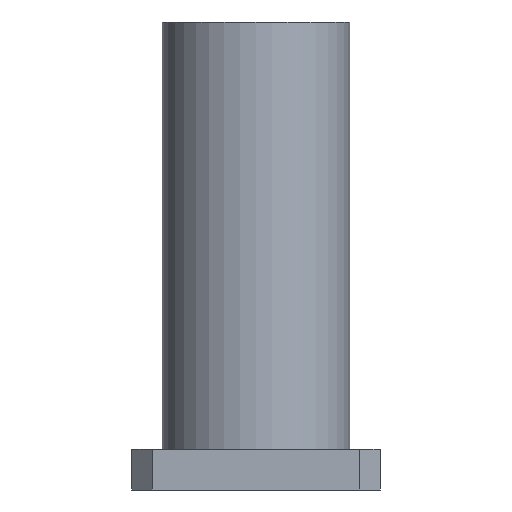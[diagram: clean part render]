
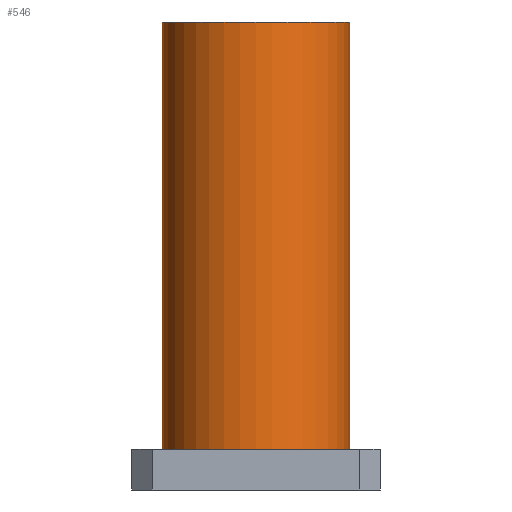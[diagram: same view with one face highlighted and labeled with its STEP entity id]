
A CAD part, front view. The second image highlights one B-rep face of the part: STEP entity #546.
In plain terms, the highlighted cylindrical face has radius 14 mm (diameter 28 mm), a partial arc.
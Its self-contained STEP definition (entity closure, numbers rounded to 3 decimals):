
#33 = EDGE_CURVE ( 'NONE', #458, #1314, #1129, .T. ) ;
#51 = EDGE_CURVE ( 'NONE', #1314, #1094, #202, .T. ) ;
#97 = CARTESIAN_POINT ( 'NONE',  ( 0., 0., 70. ) ) ;
#139 = DIRECTION ( 'NONE',  ( 0., 0., -1. ) ) ;
#151 = CARTESIAN_POINT ( 'NONE',  ( 14., 0., 70. ) ) ;
#168 = ORIENTED_EDGE ( 'NONE', *, *, #51, .T. ) ;
#202 = LINE ( 'NONE', #1134, #1256 ) ;
#216 = FACE_OUTER_BOUND ( 'NONE', #1288, .T. ) ;
#237 = ORIENTED_EDGE ( 'NONE', *, *, #1444, .F. ) ;
#358 = CIRCLE ( 'NONE', #681, 14. ) ;
#403 = AXIS2_PLACEMENT_3D ( 'NONE', #97, #434, #1243 ) ;
#434 = DIRECTION ( 'NONE',  ( 0., 0., -1. ) ) ;
#458 = VERTEX_POINT ( 'NONE', #1455 ) ;
#501 = CARTESIAN_POINT ( 'NONE',  ( 0., 0., 6.1 ) ) ;
#518 = LINE ( 'NONE', #151, #891 ) ;
#546 = ADVANCED_FACE ( 'NONE', ( #216 ), #1379, .T. ) ;
#573 = DIRECTION ( 'NONE',  ( 0., 0., -1. ) ) ;
#580 = DIRECTION ( 'NONE',  ( -1., 0., 0. ) ) ;
#627 = CARTESIAN_POINT ( 'NONE',  ( -14., 0., 6.1 ) ) ;
#640 = DIRECTION ( 'NONE',  ( 0., 0., -1. ) ) ;
#681 = AXIS2_PLACEMENT_3D ( 'NONE', #501, #969, #1421 ) ;
#706 = EDGE_CURVE ( 'NONE', #1320, #1094, #358, .T. ) ;
#764 = ORIENTED_EDGE ( 'NONE', *, *, #706, .F. ) ;
#891 = VECTOR ( 'NONE', #640, 1000. ) ;
#969 = DIRECTION ( 'NONE',  ( 0., 0., -1. ) ) ;
#1068 = ORIENTED_EDGE ( 'NONE', *, *, #33, .T. ) ;
#1094 = VERTEX_POINT ( 'NONE', #627 ) ;
#1129 = CIRCLE ( 'NONE', #403, 14. ) ;
#1134 = CARTESIAN_POINT ( 'NONE',  ( -14., 0., 70. ) ) ;
#1184 = CARTESIAN_POINT ( 'NONE',  ( 0., 0., 70. ) ) ;
#1243 = DIRECTION ( 'NONE',  ( -1., 0., 0. ) ) ;
#1255 = CARTESIAN_POINT ( 'NONE',  ( -14., 0., 70. ) ) ;
#1256 = VECTOR ( 'NONE', #573, 1000. ) ;
#1262 = CARTESIAN_POINT ( 'NONE',  ( 14., 0., 6.1 ) ) ;
#1288 = EDGE_LOOP ( 'NONE', ( #237, #1068, #168, #764 ) ) ;
#1314 = VERTEX_POINT ( 'NONE', #1255 ) ;
#1320 = VERTEX_POINT ( 'NONE', #1262 ) ;
#1377 = AXIS2_PLACEMENT_3D ( 'NONE', #1184, #139, #580 ) ;
#1379 = CYLINDRICAL_SURFACE ( 'NONE', #1377, 14. ) ;
#1421 = DIRECTION ( 'NONE',  ( -1., 0., 0. ) ) ;
#1444 = EDGE_CURVE ( 'NONE', #458, #1320, #518, .T. ) ;
#1455 = CARTESIAN_POINT ( 'NONE',  ( 14., 0., 70. ) ) ;
